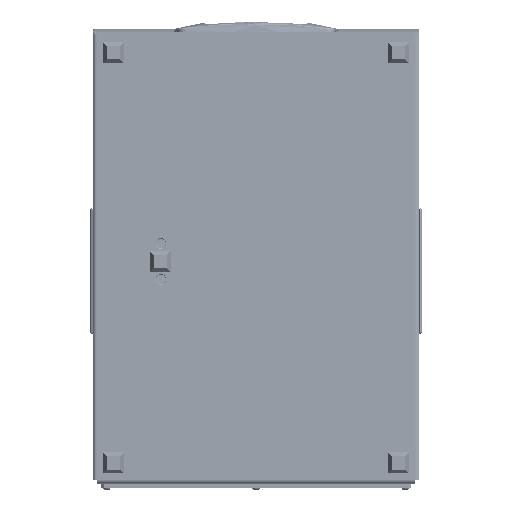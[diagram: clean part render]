
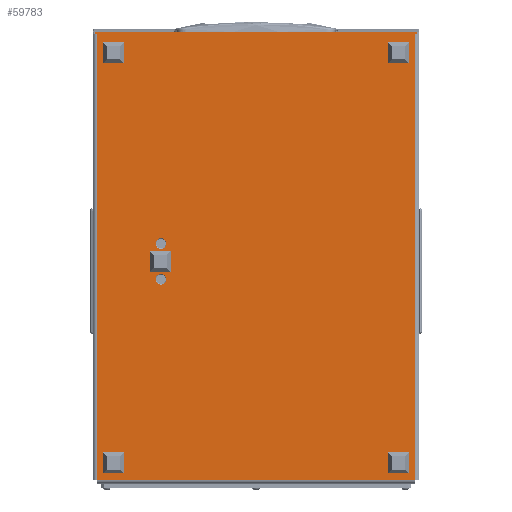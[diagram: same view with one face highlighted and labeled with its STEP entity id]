
A CAD part, front view. The second image highlights one B-rep face of the part: STEP entity #59783.
In plain terms, the highlighted face is planar.
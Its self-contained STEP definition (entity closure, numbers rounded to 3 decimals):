
#3916 = VECTOR ( 'NONE', #121210, 1000. ) ;
#4076 = EDGE_CURVE ( 'NONE', #97175, #30370, #9551, .T. ) ;
#4381 = VERTEX_POINT ( 'NONE', #50236 ) ;
#5422 = ORIENTED_EDGE ( 'NONE', *, *, #121254, .T. ) ;
#8099 = EDGE_CURVE ( 'NONE', #35129, #49694, #126011, .T. ) ;
#8416 = CIRCLE ( 'NONE', #164042, 5.2 ) ;
#9551 = CIRCLE ( 'NONE', #62923, 5.2 ) ;
#11435 = VECTOR ( 'NONE', #143042, 1000. ) ;
#12490 = CARTESIAN_POINT ( 'NONE',  ( -2., -2., 0. ) ) ;
#12620 = PLANE ( 'NONE',  #101893 ) ;
#12697 = VERTEX_POINT ( 'NONE', #95214 ) ;
#15541 = DIRECTION ( 'NONE',  ( -1., 0., 0. ) ) ;
#23184 = CARTESIAN_POINT ( 'NONE',  ( 436., 0., 0. ) ) ;
#29655 = EDGE_CURVE ( 'NONE', #12697, #107151, #78798, .T. ) ;
#30370 = VERTEX_POINT ( 'NONE', #36436 ) ;
#34167 = FACE_BOUND ( 'NONE', #111954, .T. ) ;
#34646 = DIRECTION ( 'NONE',  ( -1., 0., 0. ) ) ;
#35129 = VERTEX_POINT ( 'NONE', #12490 ) ;
#36296 = DIRECTION ( 'NONE',  ( 0., 0., -1. ) ) ;
#36436 = CARTESIAN_POINT ( 'NONE',  ( 199.8, 249., 0. ) ) ;
#36622 = ORIENTED_EDGE ( 'NONE', *, *, #65267, .F. ) ;
#36770 = CARTESIAN_POINT ( 'NONE',  ( 205., 249., 0. ) ) ;
#37276 = AXIS2_PLACEMENT_3D ( 'NONE', #157877, #53376, #67524 ) ;
#37415 = DIRECTION ( 'NONE',  ( 0., 1., 0. ) ) ;
#38179 = CARTESIAN_POINT ( 'NONE',  ( 0., -2., 0. ) ) ;
#40952 = VECTOR ( 'NONE', #99983, 1000. ) ;
#43522 = ORIENTED_EDGE ( 'NONE', *, *, #4076, .F. ) ;
#47623 = DIRECTION ( 'NONE',  ( -1., 0., 0. ) ) ;
#48183 = DIRECTION ( 'NONE',  ( 0., 0., -1. ) ) ;
#48843 = CARTESIAN_POINT ( 'NONE',  ( 205., 249., 0. ) ) ;
#49694 = VERTEX_POINT ( 'NONE', #76397 ) ;
#50113 = VERTEX_POINT ( 'NONE', #108050 ) ;
#50236 = CARTESIAN_POINT ( 'NONE',  ( 0., 312., 0. ) ) ;
#50305 = EDGE_CURVE ( 'NONE', #107151, #120725, #124185, .T. ) ;
#52242 = CIRCLE ( 'NONE', #54728, 5.2 ) ;
#52838 = ORIENTED_EDGE ( 'NONE', *, *, #60412, .F. ) ;
#53107 = VECTOR ( 'NONE', #15541, 1000. ) ;
#53376 = DIRECTION ( 'NONE',  ( 0., 0., -1. ) ) ;
#54728 = AXIS2_PLACEMENT_3D ( 'NONE', #48843, #36296, #34646 ) ;
#55068 = LINE ( 'NONE', #80203, #53107 ) ;
#59783 = ADVANCED_FACE ( 'NONE', ( #34167, #103246, #82872 ), #12620, .T. ) ;
#60412 = EDGE_CURVE ( 'NONE', #4381, #50113, #62153, .T. ) ;
#62153 = LINE ( 'NONE', #101568, #131241 ) ;
#62502 = VECTOR ( 'NONE', #72533, 1000. ) ;
#62743 = EDGE_LOOP ( 'NONE', ( #97878, #5422, #82041, #90590, #52838, #36622, #167067, #101304 ) ) ;
#62923 = AXIS2_PLACEMENT_3D ( 'NONE', #36770, #48183, #47623 ) ;
#64370 = ORIENTED_EDGE ( 'NONE', *, *, #161138, .F. ) ;
#64850 = CARTESIAN_POINT ( 'NONE',  ( 0., 312., 0. ) ) ;
#65267 = EDGE_CURVE ( 'NONE', #95552, #4381, #55068, .T. ) ;
#67040 = CARTESIAN_POINT ( 'NONE',  ( 245.2, 249., 0. ) ) ;
#67524 = DIRECTION ( 'NONE',  ( -1., 0., 0. ) ) ;
#69173 = VECTOR ( 'NONE', #165256, 1000. ) ;
#72227 = EDGE_CURVE ( 'NONE', #95552, #120725, #131988, .T. ) ;
#72344 = VERTEX_POINT ( 'NONE', #150714 ) ;
#72533 = DIRECTION ( 'NONE',  ( 0., 1., 0. ) ) ;
#72700 = DIRECTION ( 'NONE',  ( 0., 0., -1. ) ) ;
#74225 = CARTESIAN_POINT ( 'NONE',  ( 0., 0., 0. ) ) ;
#76010 = ORIENTED_EDGE ( 'NONE', *, *, #98231, .F. ) ;
#76397 = CARTESIAN_POINT ( 'NONE',  ( -2., 314., 0. ) ) ;
#78798 = LINE ( 'NONE', #87824, #62502 ) ;
#80203 = CARTESIAN_POINT ( 'NONE',  ( 0., 312., 0. ) ) ;
#82041 = ORIENTED_EDGE ( 'NONE', *, *, #8099, .T. ) ;
#82872 = FACE_OUTER_BOUND ( 'NONE', #62743, .T. ) ;
#87824 = CARTESIAN_POINT ( 'NONE',  ( 0., -4., 0. ) ) ;
#90590 = ORIENTED_EDGE ( 'NONE', *, *, #111243, .T. ) ;
#91910 = EDGE_CURVE ( 'NONE', #106358, #72344, #98690, .T. ) ;
#95214 = CARTESIAN_POINT ( 'NONE',  ( 0., -2., 0. ) ) ;
#95552 = VERTEX_POINT ( 'NONE', #95689 ) ;
#95689 = CARTESIAN_POINT ( 'NONE',  ( 436., 312., 0. ) ) ;
#97175 = VERTEX_POINT ( 'NONE', #136242 ) ;
#97878 = ORIENTED_EDGE ( 'NONE', *, *, #29655, .F. ) ;
#98231 = EDGE_CURVE ( 'NONE', #30370, #97175, #52242, .T. ) ;
#98690 = CIRCLE ( 'NONE', #37276, 5.2 ) ;
#99983 = DIRECTION ( 'NONE',  ( 1., 0., 0. ) ) ;
#101304 = ORIENTED_EDGE ( 'NONE', *, *, #50305, .F. ) ;
#101568 = CARTESIAN_POINT ( 'NONE',  ( 0., -4., 0. ) ) ;
#101893 = AXIS2_PLACEMENT_3D ( 'NONE', #64850, #155715, #157394 ) ;
#103246 = FACE_BOUND ( 'NONE', #104672, .T. ) ;
#104672 = EDGE_LOOP ( 'NONE', ( #64370, #142717 ) ) ;
#106358 = VERTEX_POINT ( 'NONE', #67040 ) ;
#107151 = VERTEX_POINT ( 'NONE', #74225 ) ;
#108050 = CARTESIAN_POINT ( 'NONE',  ( 0., 314., 0. ) ) ;
#111243 = EDGE_CURVE ( 'NONE', #49694, #50113, #141471, .T. ) ;
#111954 = EDGE_LOOP ( 'NONE', ( #76010, #43522 ) ) ;
#120725 = VERTEX_POINT ( 'NONE', #23184 ) ;
#121210 = DIRECTION ( 'NONE',  ( 0., -1., 0. ) ) ;
#121254 = EDGE_CURVE ( 'NONE', #12697, #35129, #142870, .T. ) ;
#124185 = LINE ( 'NONE', #164207, #40952 ) ;
#126011 = LINE ( 'NONE', #153277, #69173 ) ;
#128272 = CARTESIAN_POINT ( 'NONE',  ( 0., 314., 0. ) ) ;
#131241 = VECTOR ( 'NONE', #37415, 1000. ) ;
#131988 = LINE ( 'NONE', #133710, #3916 ) ;
#133710 = CARTESIAN_POINT ( 'NONE',  ( 436., 312., 0. ) ) ;
#136242 = CARTESIAN_POINT ( 'NONE',  ( 210.2, 249., 0. ) ) ;
#141471 = LINE ( 'NONE', #128272, #11435 ) ;
#142717 = ORIENTED_EDGE ( 'NONE', *, *, #91910, .F. ) ;
#142870 = LINE ( 'NONE', #38179, #157210 ) ;
#143042 = DIRECTION ( 'NONE',  ( 1., 0., 0. ) ) ;
#150714 = CARTESIAN_POINT ( 'NONE',  ( 234.8, 249., 0. ) ) ;
#153277 = CARTESIAN_POINT ( 'NONE',  ( -2., -4., 0. ) ) ;
#154597 = DIRECTION ( 'NONE',  ( -1., 0., 0. ) ) ;
#155715 = DIRECTION ( 'NONE',  ( 0., 0., -1. ) ) ;
#157210 = VECTOR ( 'NONE', #154597, 1000. ) ;
#157394 = DIRECTION ( 'NONE',  ( -1., 0., 0. ) ) ;
#157877 = CARTESIAN_POINT ( 'NONE',  ( 240., 249., 0. ) ) ;
#161138 = EDGE_CURVE ( 'NONE', #72344, #106358, #8416, .T. ) ;
#163617 = CARTESIAN_POINT ( 'NONE',  ( 240., 249., 0. ) ) ;
#164042 = AXIS2_PLACEMENT_3D ( 'NONE', #163617, #72700, #164172 ) ;
#164172 = DIRECTION ( 'NONE',  ( -1., 0., 0. ) ) ;
#164207 = CARTESIAN_POINT ( 'NONE',  ( 0., 0., 0. ) ) ;
#165256 = DIRECTION ( 'NONE',  ( 0., 1., 0. ) ) ;
#167067 = ORIENTED_EDGE ( 'NONE', *, *, #72227, .T. ) ;
